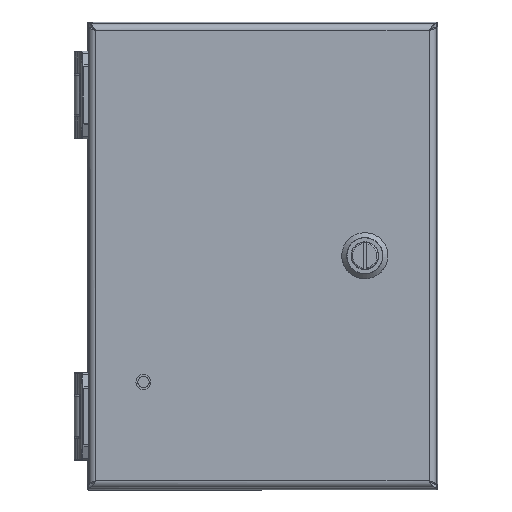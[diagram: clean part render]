
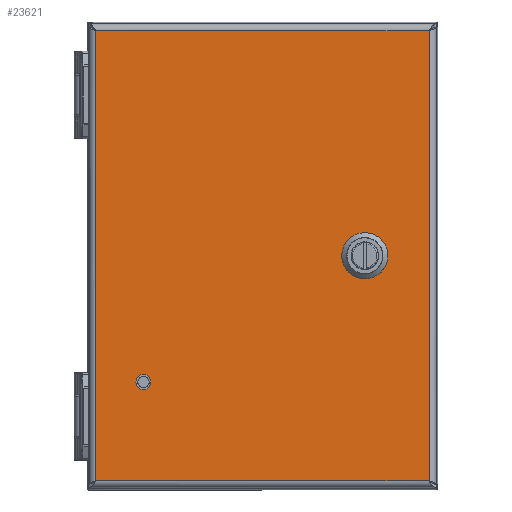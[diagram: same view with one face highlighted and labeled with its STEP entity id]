
A CAD part, top view. The second image highlights one B-rep face of the part: STEP entity #23621.
In plain terms, the highlighted planar face has unit normal (0, 0, 1).
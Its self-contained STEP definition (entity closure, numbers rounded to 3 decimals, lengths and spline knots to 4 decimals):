
#826 = VECTOR ( 'NONE', #90098, 39.3701 ) ;
#2459 = CARTESIAN_POINT ( 'NONE',  ( 2.059, 0.0884, 4.1845 ) ) ;
#3924 = VECTOR ( 'NONE', #164388, 39.3701 ) ;
#5012 = CARTESIAN_POINT ( 'NONE',  ( -0.0005, 0., 4.1845 ) ) ;
#7217 = EDGE_CURVE ( 'NONE', #31288, #22551, #153399, .T. ) ;
#7760 = CARTESIAN_POINT ( 'NONE',  ( 2.059, -0.0884, 4.1845 ) ) ;
#13007 = CIRCLE ( 'NONE', #33985, 0.0981 ) ;
#14502 = CARTESIAN_POINT ( 'NONE',  ( 2.8495, 3.85, 4.1845 ) ) ;
#14946 = CARTESIAN_POINT ( 'NONE',  ( 1.4439, -0.0884, 4.1845 ) ) ;
#15392 = ORIENTED_EDGE ( 'NONE', *, *, #115472, .T. ) ;
#15756 = DIRECTION ( 'NONE',  ( 0., 0., -1. ) ) ;
#16419 = LINE ( 'NONE', #73728, #164919 ) ;
#18915 = ORIENTED_EDGE ( 'NONE', *, *, #132379, .T. ) ;
#21536 = DIRECTION ( 'NONE',  ( 1., 0., 0. ) ) ;
#22551 = VERTEX_POINT ( 'NONE', #14946 ) ;
#23621 = ADVANCED_FACE ( 'NONE', ( #33165, #90483, #105538 ), #133766, .T. ) ;
#24637 = DIRECTION ( 'NONE',  ( -0.707, 0.707, 0. ) ) ;
#26010 = AXIS2_PLACEMENT_3D ( 'NONE', #5012, #62311, #119647 ) ;
#26682 = CARTESIAN_POINT ( 'NONE',  ( 2.059, -0.0884, 4.1845 ) ) ;
#26871 = CARTESIAN_POINT ( 'NONE',  ( 2.8495, 0., 4.1845 ) ) ;
#28137 = ORIENTED_EDGE ( 'NONE', *, *, #163335, .T. ) ;
#28178 = VERTEX_POINT ( 'NONE', #42980 ) ;
#28539 = ORIENTED_EDGE ( 'NONE', *, *, #149532, .T. ) ;
#30571 = VERTEX_POINT ( 'NONE', #2459 ) ;
#31288 = VERTEX_POINT ( 'NONE', #109729 ) ;
#33165 = FACE_BOUND ( 'NONE', #130886, .T. ) ;
#33403 = ORIENTED_EDGE ( 'NONE', *, *, #39567, .T. ) ;
#33985 = AXIS2_PLACEMENT_3D ( 'NONE', #88840, #160269, #114302 ) ;
#36642 = EDGE_LOOP ( 'NONE', ( #49597 ) ) ;
#39567 = EDGE_CURVE ( 'NONE', #90456, #177194, #157312, .T. ) ;
#42980 = CARTESIAN_POINT ( 'NONE',  ( 2.8495, -3.85, 4.1845 ) ) ;
#49597 = ORIENTED_EDGE ( 'NONE', *, *, #63181, .T. ) ;
#54315 = CARTESIAN_POINT ( 'NONE',  ( 1.4439, 0.0884, 4.1845 ) ) ;
#58258 = CARTESIAN_POINT ( 'NONE',  ( -2.8505, 0., 4.1845 ) ) ;
#60099 = LINE ( 'NONE', #63804, #3924 ) ;
#62311 = DIRECTION ( 'NONE',  ( 0., 0., 1. ) ) ;
#62524 = VERTEX_POINT ( 'NONE', #14502 ) ;
#62620 = LINE ( 'NONE', #122736, #131912 ) ;
#63181 = EDGE_CURVE ( 'NONE', #121561, #121561, #13007, .T. ) ;
#63728 = AXIS2_PLACEMENT_3D ( 'NONE', #125961, #111886, #126906 ) ;
#63804 = CARTESIAN_POINT ( 'NONE',  ( 1.8399, 0.3075, 4.1845 ) ) ;
#70845 = DIRECTION ( 'NONE',  ( -0.707, -0.707, 0. ) ) ;
#73728 = CARTESIAN_POINT ( 'NONE',  ( -0.0005, 3.85, 4.1845 ) ) ;
#76390 = ORIENTED_EDGE ( 'NONE', *, *, #138197, .T. ) ;
#76737 = DIRECTION ( 'NONE',  ( 1., 0., 0. ) ) ;
#78057 = CARTESIAN_POINT ( 'NONE',  ( 1.8399, -0.3075, 4.1845 ) ) ;
#80414 = CARTESIAN_POINT ( 'NONE',  ( -2.8505, 3.85, 4.1845 ) ) ;
#84710 = CIRCLE ( 'NONE', #63728, 0.32 ) ;
#85127 = CARTESIAN_POINT ( 'NONE',  ( 1.7515, 0., 4.1845 ) ) ;
#86181 = ORIENTED_EDGE ( 'NONE', *, *, #177952, .T. ) ;
#87463 = AXIS2_PLACEMENT_3D ( 'NONE', #169980, #15756, #141751 ) ;
#88840 = CARTESIAN_POINT ( 'NONE',  ( -2.0355, -2.16, 4.1845 ) ) ;
#90098 = DIRECTION ( 'NONE',  ( 0., -1., 0. ) ) ;
#90456 = VERTEX_POINT ( 'NONE', #7760 ) ;
#90483 = FACE_BOUND ( 'NONE', #36642, .T. ) ;
#91498 = ORIENTED_EDGE ( 'NONE', *, *, #177418, .T. ) ;
#96623 = VECTOR ( 'NONE', #142468, 39.3701 ) ;
#98147 = VERTEX_POINT ( 'NONE', #140902 ) ;
#100428 = AXIS2_PLACEMENT_3D ( 'NONE', #138080, #108967, #21536 ) ;
#101661 = CARTESIAN_POINT ( 'NONE',  ( 1.4439, 0.0884, 4.1845 ) ) ;
#105538 = FACE_OUTER_BOUND ( 'NONE', #158938, .T. ) ;
#106344 = DIRECTION ( 'NONE',  ( -1., 0., 0. ) ) ;
#106427 = CIRCLE ( 'NONE', #100428, 0.32 ) ;
#108967 = DIRECTION ( 'NONE',  ( 0., 0., -1. ) ) ;
#109729 = CARTESIAN_POINT ( 'NONE',  ( 1.663, -0.3075, 4.1845 ) ) ;
#110456 = ORIENTED_EDGE ( 'NONE', *, *, #124726, .T. ) ;
#111886 = DIRECTION ( 'NONE',  ( 0., 0., -1. ) ) ;
#113539 = LINE ( 'NONE', #54315, #170737 ) ;
#114302 = DIRECTION ( 'NONE',  ( 1., 0., 0. ) ) ;
#115472 = EDGE_CURVE ( 'NONE', #144820, #28178, #62620, .T. ) ;
#119647 = DIRECTION ( 'NONE',  ( 1., 0., 0. ) ) ;
#121561 = VERTEX_POINT ( 'NONE', #148833 ) ;
#122736 = CARTESIAN_POINT ( 'NONE',  ( -0.0005, -3.85, 4.1845 ) ) ;
#123446 = CIRCLE ( 'NONE', #87463, 0.32 ) ;
#124726 = EDGE_CURVE ( 'NONE', #146707, #98147, #84710, .T. ) ;
#125961 = CARTESIAN_POINT ( 'NONE',  ( 1.7515, 0., 4.1845 ) ) ;
#126906 = DIRECTION ( 'NONE',  ( 1., 0., 0. ) ) ;
#128376 = DIRECTION ( 'NONE',  ( 1., 0., 0. ) ) ;
#130528 = ORIENTED_EDGE ( 'NONE', *, *, #182761, .T. ) ;
#130886 = EDGE_LOOP ( 'NONE', ( #28539, #18915, #110456, #76390, #91498, #33403, #146930, #152730 ) ) ;
#131912 = VECTOR ( 'NONE', #76737, 39.3701 ) ;
#132379 = EDGE_CURVE ( 'NONE', #158234, #146707, #113539, .T. ) ;
#133766 = PLANE ( 'NONE',  #26010 ) ;
#134816 = CARTESIAN_POINT ( 'NONE',  ( 1.663, 0.3075, 4.1845 ) ) ;
#138080 = CARTESIAN_POINT ( 'NONE',  ( 1.7515, 0., 4.1845 ) ) ;
#138197 = EDGE_CURVE ( 'NONE', #98147, #30571, #60099, .T. ) ;
#140902 = CARTESIAN_POINT ( 'NONE',  ( 1.8399, 0.3075, 4.1845 ) ) ;
#141751 = DIRECTION ( 'NONE',  ( 1., 0., 0. ) ) ;
#142468 = DIRECTION ( 'NONE',  ( 0., 1., 0. ) ) ;
#144695 = CARTESIAN_POINT ( 'NONE',  ( -2.8505, -3.85, 4.1845 ) ) ;
#144820 = VERTEX_POINT ( 'NONE', #144695 ) ;
#146707 = VERTEX_POINT ( 'NONE', #134816 ) ;
#146930 = ORIENTED_EDGE ( 'NONE', *, *, #147598, .T. ) ;
#147598 = EDGE_CURVE ( 'NONE', #177194, #31288, #106427, .T. ) ;
#148833 = CARTESIAN_POINT ( 'NONE',  ( -1.9375, -2.16, 4.1845 ) ) ;
#149532 = EDGE_CURVE ( 'NONE', #22551, #158234, #184541, .T. ) ;
#152730 = ORIENTED_EDGE ( 'NONE', *, *, #7217, .T. ) ;
#153399 = LINE ( 'NONE', #182550, #171716 ) ;
#157312 = LINE ( 'NONE', #26682, #171383 ) ;
#157491 = LINE ( 'NONE', #26871, #96623 ) ;
#158234 = VERTEX_POINT ( 'NONE', #101661 ) ;
#158938 = EDGE_LOOP ( 'NONE', ( #130528, #15392, #86181, #28137 ) ) ;
#160269 = DIRECTION ( 'NONE',  ( 0., 0., -1. ) ) ;
#161551 = LINE ( 'NONE', #58258, #826 ) ;
#163335 = EDGE_CURVE ( 'NONE', #62524, #182329, #16419, .T. ) ;
#164388 = DIRECTION ( 'NONE',  ( 0.707, -0.707, 0. ) ) ;
#164919 = VECTOR ( 'NONE', #106344, 39.3701 ) ;
#169980 = CARTESIAN_POINT ( 'NONE',  ( 1.7515, 0., 4.1845 ) ) ;
#170737 = VECTOR ( 'NONE', #170836, 39.3701 ) ;
#170836 = DIRECTION ( 'NONE',  ( 0.707, 0.707, 0. ) ) ;
#171383 = VECTOR ( 'NONE', #70845, 39.3701 ) ;
#171716 = VECTOR ( 'NONE', #24637, 39.3701 ) ;
#174276 = DIRECTION ( 'NONE',  ( 0., 0., -1. ) ) ;
#177194 = VERTEX_POINT ( 'NONE', #78057 ) ;
#177418 = EDGE_CURVE ( 'NONE', #30571, #90456, #123446, .T. ) ;
#177952 = EDGE_CURVE ( 'NONE', #28178, #62524, #157491, .T. ) ;
#178583 = AXIS2_PLACEMENT_3D ( 'NONE', #85127, #174276, #128376 ) ;
#182329 = VERTEX_POINT ( 'NONE', #80414 ) ;
#182550 = CARTESIAN_POINT ( 'NONE',  ( 1.663, -0.3075, 4.1845 ) ) ;
#182761 = EDGE_CURVE ( 'NONE', #182329, #144820, #161551, .T. ) ;
#184541 = CIRCLE ( 'NONE', #178583, 0.32 ) ;
